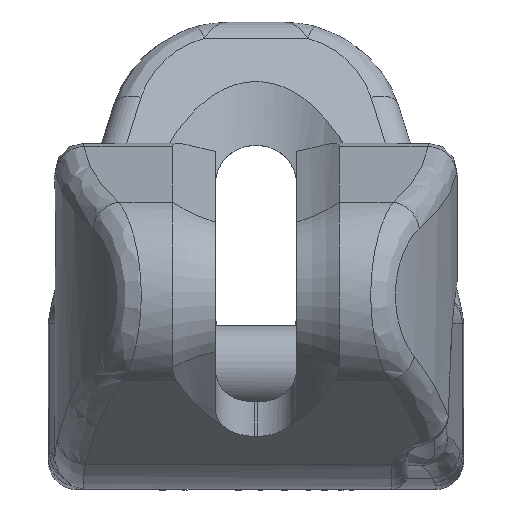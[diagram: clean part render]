
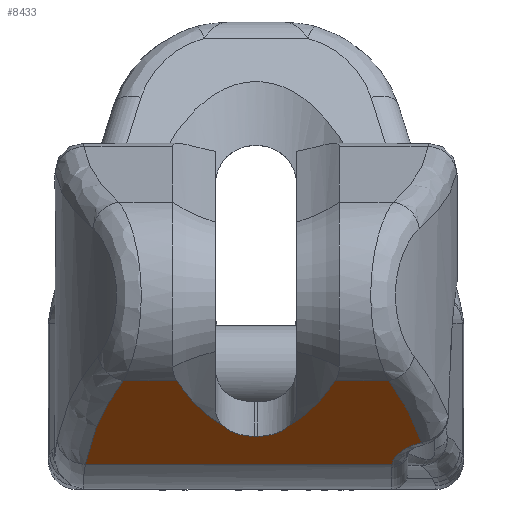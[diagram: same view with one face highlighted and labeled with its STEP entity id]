
A CAD part, front view. The second image highlights one B-rep face of the part: STEP entity #8433.
In plain terms, the highlighted planar face has unit normal (0, -0.5, -0.866).
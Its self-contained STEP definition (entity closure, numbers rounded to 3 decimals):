
#729=CARTESIAN_POINT('',(30.436,-98.684,-27.101));
#730=CARTESIAN_POINT('',(30.025,-98.512,-27.2));
#731=CARTESIAN_POINT('',(29.232,-98.117,-27.429));
#732=CARTESIAN_POINT('',(28.12,-97.355,-27.869));
#733=CARTESIAN_POINT('',(27.131,-96.442,-28.397));
#734=CARTESIAN_POINT('',(26.294,-95.396,-29.001));
#735=CARTESIAN_POINT('',(25.635,-94.243,-29.668));
#736=CARTESIAN_POINT('',(25.17,-93.004,-30.384));
#737=CARTESIAN_POINT('',(25.001,-92.155,-30.875));
#738=CARTESIAN_POINT('',(24.951,-91.721,-31.125));
#740=DIRECTION('',(-1.,0.,0.));
#741=VECTOR('',#740,56.354);
#742=CARTESIAN_POINT('',(24.951,-91.721,-31.125));
#743=LINE('',#742,#741);
#744=DIRECTION('',(-1.,0.,0.));
#745=VECTOR('',#744,9.735);
#746=CARTESIAN_POINT('',(-14.627,-118.308,
-15.757));
#747=LINE('',#746,#745);
#748=DIRECTION('',(1.,0.,0.));
#749=VECTOR('',#748,9.735);
#750=CARTESIAN_POINT('',(14.627,-118.308,-15.757));
#751=LINE('',#750,#749);
#752=CARTESIAN_POINT('',(24.362,-118.308,-15.757));
#753=CARTESIAN_POINT('',(25.296,-116.224,-16.962));
#754=CARTESIAN_POINT('',(26.991,-111.991,-19.409));
#755=CARTESIAN_POINT('',(29.027,-105.418,-23.208));
#756=CARTESIAN_POINT('',(30.026,-100.947,-25.793));
#757=CARTESIAN_POINT('',(30.436,-98.684,-27.101));
#759=CARTESIAN_POINT('',(-31.403,-91.721,
-31.126));
#760=CARTESIAN_POINT('',(-31.179,-94.027,
-29.792));
#761=CARTESIAN_POINT('',(-30.546,-98.6,
-27.149));
#762=CARTESIAN_POINT('',(-29.044,-105.358,
-23.243));
#763=CARTESIAN_POINT('',(-27.004,-111.957,
-19.428));
#764=CARTESIAN_POINT('',(-25.3,-116.213,
-16.968));
#765=CARTESIAN_POINT('',(-24.362,-118.308,
-15.757));
#989=DIRECTION('',(-1.,0.,0.));
#990=VECTOR('',#989,0.65);
#991=CARTESIAN_POINT('',(0.325,-100.676,-25.949));
#992=LINE('',#991,#990);
#1073=CARTESIAN_POINT('',(-6.324,-104.359,
-23.821));
#1074=CARTESIAN_POINT('',(-5.684,-103.243,
-24.466));
#1075=CARTESIAN_POINT('',(-4.453,-101.946,
-25.215));
#1076=CARTESIAN_POINT('',(-2.318,-100.907,
-25.816));
#1077=CARTESIAN_POINT('',(-1.045,-100.676,
-25.949));
#1078=CARTESIAN_POINT('',(-0.325,-100.676,
-25.949));
#1080=CARTESIAN_POINT('',(-6.324,-104.359,
-23.821));
#2156=CARTESIAN_POINT('',(-14.627,-118.308,
-15.757));
#2158=CARTESIAN_POINT('',(-24.362,-118.308,
-15.757));
#2565=CARTESIAN_POINT('',(-14.627,-118.308,
-15.757));
#2566=CARTESIAN_POINT('',(-13.636,-115.781,
-17.218));
#2567=CARTESIAN_POINT('',(-11.979,-112.079,
-19.358));
#2568=CARTESIAN_POINT('',(-9.127,-107.472,
-22.021));
#2569=CARTESIAN_POINT('',(-7.369,-105.34,
-23.253));
#2570=CARTESIAN_POINT('',(-6.324,-104.359,
-23.821));
#3115=CARTESIAN_POINT('',(24.362,-118.308,
-15.757));
#3163=CARTESIAN_POINT('',(14.627,-118.308,
-15.757));
#3174=CARTESIAN_POINT('',(14.627,-118.308,
-15.757));
#3175=CARTESIAN_POINT('',(13.636,-115.781,
-17.218));
#3176=CARTESIAN_POINT('',(11.979,-112.079,
-19.358));
#3177=CARTESIAN_POINT('',(9.127,-107.472,
-22.021));
#3178=CARTESIAN_POINT('',(7.369,-105.34,
-23.253));
#3179=CARTESIAN_POINT('',(6.324,-104.359,
-23.821));
#3201=CARTESIAN_POINT('',(6.324,-104.359,
-23.821));
#3210=CARTESIAN_POINT('',(6.324,-104.359,
-23.821));
#3211=CARTESIAN_POINT('',(5.684,-103.243,
-24.466));
#3212=CARTESIAN_POINT('',(4.453,-101.946,
-25.215));
#3213=CARTESIAN_POINT('',(2.318,-100.907,
-25.816));
#3214=CARTESIAN_POINT('',(1.045,-100.676,
-25.949));
#3215=CARTESIAN_POINT('',(0.325,-100.676,
-25.949));
#5810=VERTEX_POINT('',#3163);
#5819=VERTEX_POINT('',#3201);
#5820=VERTEX_POINT('',#3215);
#5854=VERTEX_POINT('',#3115);
#5965=VERTEX_POINT('',#2156);
#5974=VERTEX_POINT('',#1080);
#5975=VERTEX_POINT('',#1078);
#6009=VERTEX_POINT('',#2158);
#6011=VERTEX_POINT('',#759);
#6659=VERTEX_POINT('',#729);
#6660=VERTEX_POINT('',#738);
#8406=CARTESIAN_POINT('',(0.,-118.308,-15.757));
#8407=DIRECTION('',(0.,-0.5,-0.866));
#8408=DIRECTION('',(0.,0.866,-0.5));
#8409=AXIS2_PLACEMENT_3D('',#8406,#8407,#8408);
#8410=PLANE('',#8409);
#8411=ORIENTED_EDGE('',*,*,#8399,.T.);
#8412=ORIENTED_EDGE('',*,*,#8038,.T.);
#8414=ORIENTED_EDGE('',*,*,#8413,.T.);
#8416=ORIENTED_EDGE('',*,*,#8415,.F.);
#8418=ORIENTED_EDGE('',*,*,#8417,.T.);
#8420=ORIENTED_EDGE('',*,*,#8419,.T.);
#8422=ORIENTED_EDGE('',*,*,#8421,.F.);
#8424=ORIENTED_EDGE('',*,*,#8423,.F.);
#8426=ORIENTED_EDGE('',*,*,#8425,.F.);
#8428=ORIENTED_EDGE('',*,*,#8427,.T.);
#8430=ORIENTED_EDGE('',*,*,#8429,.T.);
#8431=EDGE_LOOP('',(#8411,#8412,#8414,#8416,#8418,#8420,#8422,#8424,#8426,#8428,
#8430));
#8432=FACE_OUTER_BOUND('',#8431,.F.);
#8433=ADVANCED_FACE('',(#8432),#8410,.T.);
#739=B_SPLINE_CURVE_WITH_KNOTS('',3,(#729,#730,#731,#732,#733,#734,#735,#736,
#737,#738),.UNSPECIFIED.,.F.,.F.,(4,1,1,1,1,1,1,4),(0.,0.143,
0.286,0.429,0.571,0.714,
0.857,1.),.UNSPECIFIED.);
#758=B_SPLINE_CURVE_WITH_KNOTS('',3,(#752,#753,#754,#755,#756,#757),
.UNSPECIFIED.,.F.,.F.,(4,1,1,4),(0.,0.333,0.667,1.),
.UNSPECIFIED.);
#766=B_SPLINE_CURVE_WITH_KNOTS('',3,(#759,#760,#761,#762,#763,#764,#765),
.UNSPECIFIED.,.F.,.F.,(4,1,1,1,4),(0.,0.25,0.5,0.75,1.),
.UNSPECIFIED.);
#1079=B_SPLINE_CURVE_WITH_KNOTS('',3,(#1073,#1074,#1075,#1076,#1077,#1078),
.UNSPECIFIED.,.F.,.F.,(4,1,1,4),(0.,0.5,0.75,1.),.UNSPECIFIED.);
#2571=B_SPLINE_CURVE_WITH_KNOTS('',3,(#2565,#2566,#2567,#2568,#2569,#2570),
.UNSPECIFIED.,.F.,.F.,(4,1,1,4),(0.,0.5,0.75,1.),.UNSPECIFIED.);
#3180=B_SPLINE_CURVE_WITH_KNOTS('',3,(#3174,#3175,#3176,#3177,#3178,#3179),
.UNSPECIFIED.,.F.,.F.,(4,1,1,4),(0.,0.5,0.75,1.),.UNSPECIFIED.);
#3216=B_SPLINE_CURVE_WITH_KNOTS('',3,(#3210,#3211,#3212,#3213,#3214,#3215),
.UNSPECIFIED.,.F.,.F.,(4,1,1,4),(0.,0.5,0.75,1.),.UNSPECIFIED.);
#8038=EDGE_CURVE('',#6660,#6011,#743,.T.);
#8399=EDGE_CURVE('',#6659,#6660,#739,.T.);
#8413=EDGE_CURVE('',#6011,#6009,#766,.T.);
#8415=EDGE_CURVE('',#5965,#6009,#747,.T.);
#8417=EDGE_CURVE('',#5965,#5974,#2571,.T.);
#8419=EDGE_CURVE('',#5974,#5975,#1079,.T.);
#8421=EDGE_CURVE('',#5820,#5975,#992,.T.);
#8423=EDGE_CURVE('',#5819,#5820,#3216,.T.);
#8425=EDGE_CURVE('',#5810,#5819,#3180,.T.);
#8427=EDGE_CURVE('',#5810,#5854,#751,.T.);
#8429=EDGE_CURVE('',#5854,#6659,#758,.T.);
